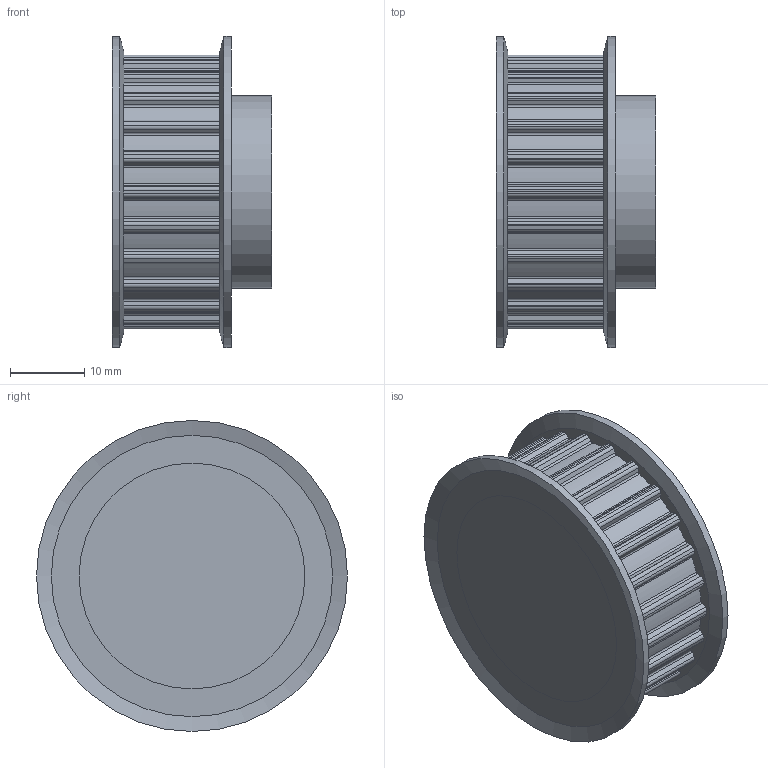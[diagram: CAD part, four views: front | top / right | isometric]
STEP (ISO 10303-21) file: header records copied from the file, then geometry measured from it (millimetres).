
FILE_DESCRIPTION(/* description */ ('Alibre Inc.'),/* implementation_level */ '2;1');
FILE_NAME(/* name */ 'export-12CA62AE-37DC-45A7-814E-B155481CF5EE',/* time_stamp */ '2024-01-29T11:42:12+01:00',/* author */ (''),/* organization */ (''),/* preprocessor_version */ 'ST-DEVELOPER v17',/* originating_system */ 'Alibre',/* authorisation */ '');
FILE_SCHEMA (('AUTOMOTIVE_DESIGN'));
Length unit declared in the file: millimetre
Products named in the file (3): 60021024BODY; 5030000208; 60021024
Bounding box: 21.54 x 42 x 42 mm (x, y, z)
Volume: 18864.1 mm3; surface area: 7610 mm2
Topology: 3 solids, 3 shells, 229 faces, 664 edges, 444 vertices
Faces by surface type: cylinder 168, plane 57, cone 4
Full cylindrical faces by diameter (mm): 26 x1, 30.5 x4, 42 x2
Entity records: 7398 total; most frequent: DIRECTION 1315, ORIENTED_EDGE 1300, CARTESIAN_POINT 1275, EDGE_CURVE 650, AXIS2_PLACEMENT_3D 529, VERTEX_POINT 434, VECTOR 312, LINE 312
